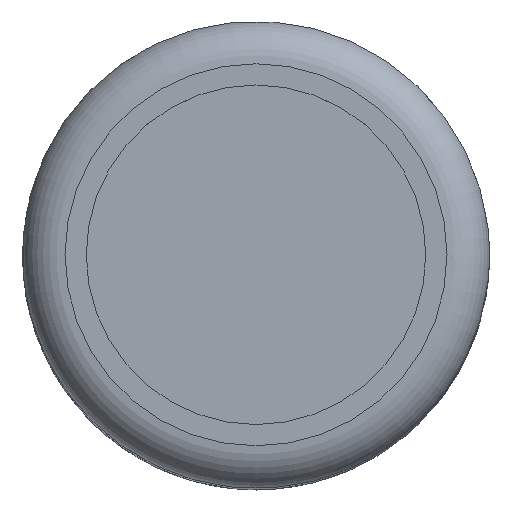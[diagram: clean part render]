
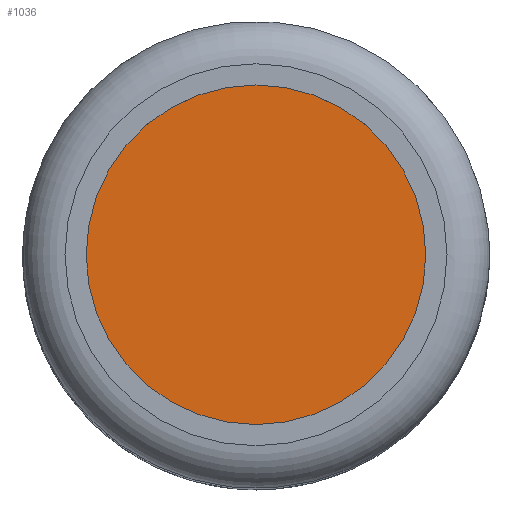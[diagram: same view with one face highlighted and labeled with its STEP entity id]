
A CAD part, top view. The second image highlights one B-rep face of the part: STEP entity #1036.
In plain terms, the highlighted planar face has unit normal (0, 0, 1).
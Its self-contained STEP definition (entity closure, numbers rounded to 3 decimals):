
#242=PLANE($,#1154);
#320=FACE_OUTER_BOUND($,#406,.T.);
#406=EDGE_LOOP($,(#857));
#465=CIRCLE($,#1153,2.);
#532=VERTEX_POINT($,#1733);
#648=EDGE_CURVE($,#532,#532,#465,.T.);
#857=ORIENTED_EDGE($,*,*,#648,.T.);
#1036=ADVANCED_FACE($,(#320),#242,.T.);
#1153=AXIS2_PLACEMENT_3D($,#1734,#1375,#1376);
#1154=AXIS2_PLACEMENT_3D($,#1735,#1377,#1378);
#1375=DIRECTION('center_axis',(0.,0.,1.));
#1376=DIRECTION('ref_axis',(-1.,0.,0.));
#1377=DIRECTION('center_axis',(0.,0.,1.));
#1378=DIRECTION('ref_axis',(1.,0.,0.));
#1733=CARTESIAN_POINT('',(2.,0.,12.4));
#1734=CARTESIAN_POINT('Origin',(0.,0.,12.4));
#1735=CARTESIAN_POINT('Origin',(0.,0.,
12.4));
